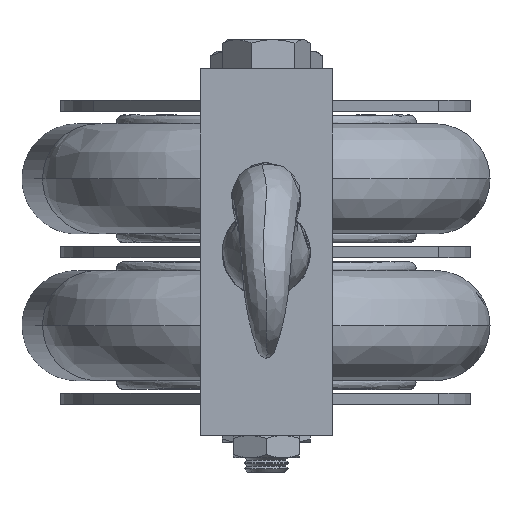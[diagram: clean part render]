
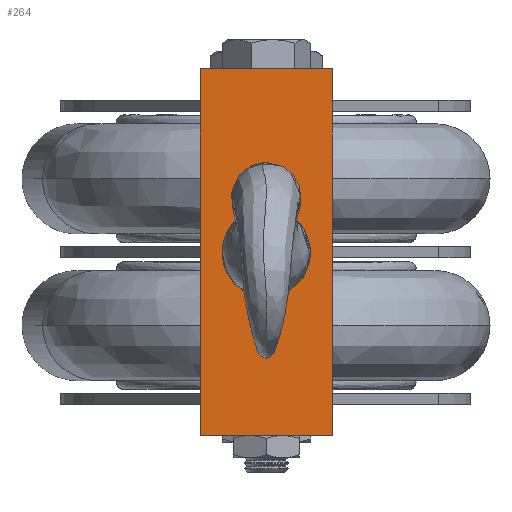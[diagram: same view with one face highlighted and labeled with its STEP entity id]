
A CAD part, front view. The second image highlights one B-rep face of the part: STEP entity #264.
In plain terms, the highlighted free-form (B-spline) face has degree [1, 1] with [2, 2] control points.
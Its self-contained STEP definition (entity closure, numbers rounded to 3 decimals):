
#72 = VERTEX_POINT('',#73);
#73 = CARTESIAN_POINT('',(0.,0.,-11.997));
#78 = EDGE_CURVE('',#79,#72,#81,.T.);
#79 = VERTEX_POINT('',#80);
#80 = CARTESIAN_POINT('',(0.,0.,11.997));
#81 = ( BOUNDED_CURVE() B_SPLINE_CURVE(2,(#82,#83,#84,#85,#86),
.UNSPECIFIED.,.F.,.F.) B_SPLINE_CURVE_WITH_KNOTS((3,2,3),(3.142,
4.712,6.283),.PIECEWISE_BEZIER_KNOTS.) CURVE() 
GEOMETRIC_REPRESENTATION_ITEM() RATIONAL_B_SPLINE_CURVE((1.,
0.707,1.,0.707,1.)) REPRESENTATION_ITEM('') );
#82 = CARTESIAN_POINT('',(0.,0.,11.997));
#83 = CARTESIAN_POINT('',(-11.997,0.,11.997));
#84 = CARTESIAN_POINT('',(-11.997,0.,0.));
#85 = CARTESIAN_POINT('',(-11.997,0.,-11.997));
#86 = CARTESIAN_POINT('',(0.,0.,-11.997));
#264 = ADVANCED_FACE('',(#265,#295),#306,.T.);
#265 = FACE_BOUND('',#266,.T.);
#266 = EDGE_LOOP('',(#267,#276,#283,#290));
#267 = ORIENTED_EDGE('',*,*,#268,.T.);
#268 = EDGE_CURVE('',#269,#271,#273,.T.);
#269 = VERTEX_POINT('',#270);
#270 = CARTESIAN_POINT('',(-21.594,0.,
    59.983));
#271 = VERTEX_POINT('',#272);
#272 = CARTESIAN_POINT('',(-21.594,0.,
    -59.983));
#273 = B_SPLINE_CURVE_WITH_KNOTS('',1,(#274,#275),.UNSPECIFIED.,.F.,.F.,
  (2,2),(-0.,100.),.PIECEWISE_BEZIER_KNOTS.);
#274 = CARTESIAN_POINT('',(-21.594,0.,
    59.983));
#275 = CARTESIAN_POINT('',(-21.594,0.,
    -59.983));
#276 = ORIENTED_EDGE('',*,*,#277,.F.);
#277 = EDGE_CURVE('',#278,#271,#280,.T.);
#278 = VERTEX_POINT('',#279);
#279 = CARTESIAN_POINT('',(21.594,0.,
    -59.983));
#280 = B_SPLINE_CURVE_WITH_KNOTS('',1,(#281,#282),.UNSPECIFIED.,.F.,.F.,
  (2,2),(-18.,18.),.PIECEWISE_BEZIER_KNOTS.);
#281 = CARTESIAN_POINT('',(21.594,0.,
    -59.983));
#282 = CARTESIAN_POINT('',(-21.594,0.,
    -59.983));
#283 = ORIENTED_EDGE('',*,*,#284,.F.);
#284 = EDGE_CURVE('',#285,#278,#287,.T.);
#285 = VERTEX_POINT('',#286);
#286 = CARTESIAN_POINT('',(21.594,0.,
    59.983));
#287 = B_SPLINE_CURVE_WITH_KNOTS('',1,(#288,#289),.UNSPECIFIED.,.F.,.F.,
  (2,2),(-0.,100.),.PIECEWISE_BEZIER_KNOTS.);
#288 = CARTESIAN_POINT('',(21.594,0.,
    59.983));
#289 = CARTESIAN_POINT('',(21.594,0.,
    -59.983));
#290 = ORIENTED_EDGE('',*,*,#291,.T.);
#291 = EDGE_CURVE('',#285,#269,#292,.T.);
#292 = B_SPLINE_CURVE_WITH_KNOTS('',1,(#293,#294),.UNSPECIFIED.,.F.,.F.,
  (2,2),(-18.,18.),.PIECEWISE_BEZIER_KNOTS.);
#293 = CARTESIAN_POINT('',(21.594,0.,
    59.983));
#294 = CARTESIAN_POINT('',(-21.594,0.,
    59.983));
#295 = FACE_BOUND('',#296,.T.);
#296 = EDGE_LOOP('',(#297,#305));
#297 = ORIENTED_EDGE('',*,*,#298,.F.);
#298 = EDGE_CURVE('',#72,#79,#299,.T.);
#299 = ( BOUNDED_CURVE() B_SPLINE_CURVE(2,(#300,#301,#302,#303,#304),
.UNSPECIFIED.,.F.,.F.) B_SPLINE_CURVE_WITH_KNOTS((3,2,3),(0.,
1.571,3.142),.PIECEWISE_BEZIER_KNOTS.) CURVE() 
GEOMETRIC_REPRESENTATION_ITEM() RATIONAL_B_SPLINE_CURVE((1.,
0.707,1.,0.707,1.)) REPRESENTATION_ITEM('') );
#300 = CARTESIAN_POINT('',(0.,0.,-11.997));
#301 = CARTESIAN_POINT('',(11.997,0.,-11.997));
#302 = CARTESIAN_POINT('',(11.997,0.,0.));
#303 = CARTESIAN_POINT('',(11.997,0.,11.997));
#304 = CARTESIAN_POINT('',(0.,0.,11.997));
#305 = ORIENTED_EDGE('',*,*,#78,.F.);
#306 = B_SPLINE_SURFACE_WITH_KNOTS('',1,1,(
    (#307,#308)
    ,(#309,#310
    )),.UNSPECIFIED.,.F.,.F.,.F.,(2,2),(2,2),(-18.,18.),(-100.,0.),
  .PIECEWISE_BEZIER_KNOTS.);
#307 = CARTESIAN_POINT('',(-21.594,0.,
    -59.983));
#308 = CARTESIAN_POINT('',(-21.594,0.,
    59.983));
#309 = CARTESIAN_POINT('',(21.594,0.,
    -59.983));
#310 = CARTESIAN_POINT('',(21.594,0.,
    59.983));
